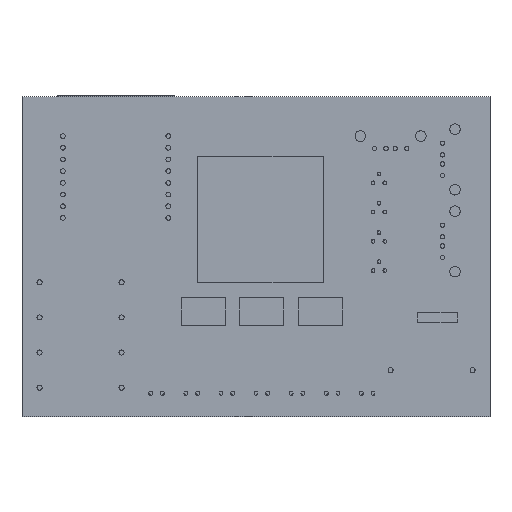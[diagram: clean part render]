
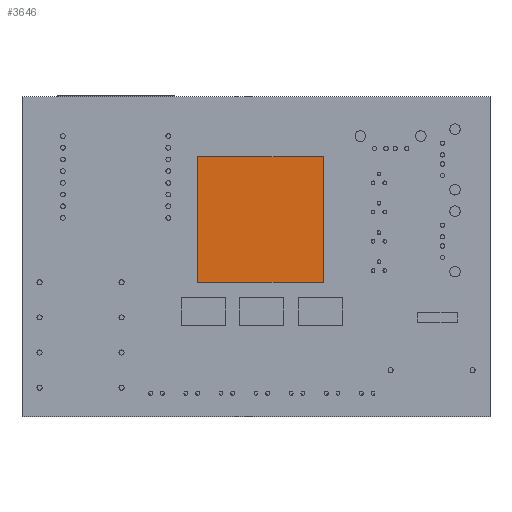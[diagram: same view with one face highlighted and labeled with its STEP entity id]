
A CAD part, top view. The second image highlights one B-rep face of the part: STEP entity #3646.
In plain terms, the highlighted planar face has unit normal (0, 0, 1).
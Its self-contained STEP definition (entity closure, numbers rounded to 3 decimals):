
#399=PLANE('',#4128);
#571=FACE_OUTER_BOUND('',#933,.T.);
#933=EDGE_LOOP('',(#3227,#3228,#3229,#3230));
#1167=LINE('',#6083,#1421);
#1170=LINE('',#6089,#1424);
#1173=LINE('',#6095,#1427);
#1176=LINE('',#6099,#1430);
#1421=VECTOR('',#5103,10.);
#1424=VECTOR('',#5108,10.);
#1427=VECTOR('',#5113,10.);
#1430=VECTOR('',#5118,10.);
#1923=VERTEX_POINT('',#6080);
#1924=VERTEX_POINT('',#6082);
#1926=VERTEX_POINT('',#6088);
#1928=VERTEX_POINT('',#6094);
#2357=EDGE_CURVE('',#1924,#1923,#1167,.T.);
#2360=EDGE_CURVE('',#1926,#1924,#1170,.T.);
#2363=EDGE_CURVE('',#1928,#1926,#1173,.T.);
#2366=EDGE_CURVE('',#1923,#1928,#1176,.T.);
#3227=ORIENTED_EDGE('',*,*,#2366,.T.);
#3228=ORIENTED_EDGE('',*,*,#2363,.T.);
#3229=ORIENTED_EDGE('',*,*,#2360,.T.);
#3230=ORIENTED_EDGE('',*,*,#2357,.T.);
#3646=ADVANCED_FACE('',(#571),#399,.T.);
#4128=AXIS2_PLACEMENT_3D('',#6100,#5119,#5120);
#5103=DIRECTION('',(-1.,0.,0.));
#5108=DIRECTION('',(0.,1.,0.));
#5113=DIRECTION('',(1.,0.,0.));
#5118=DIRECTION('',(0.,-1.,0.));
#5119=DIRECTION('center_axis',(0.,0.,1.));
#5120=DIRECTION('ref_axis',(1.,0.,0.));
#6080=CARTESIAN_POINT('',(-13.97,13.33,0.1));
#6082=CARTESIAN_POINT('',(13.33,13.33,0.1));
#6083=CARTESIAN_POINT('',(13.33,13.33,0.1));
#6088=CARTESIAN_POINT('',(13.33,-13.97,0.1));
#6089=CARTESIAN_POINT('',(13.33,-13.97,0.1));
#6094=CARTESIAN_POINT('',(-13.97,-13.97,0.1));
#6095=CARTESIAN_POINT('',(-13.97,-13.97,0.1));
#6099=CARTESIAN_POINT('',(-13.97,13.33,0.1));
#6100=CARTESIAN_POINT('Origin',(-0.32,-0.32,0.1));
